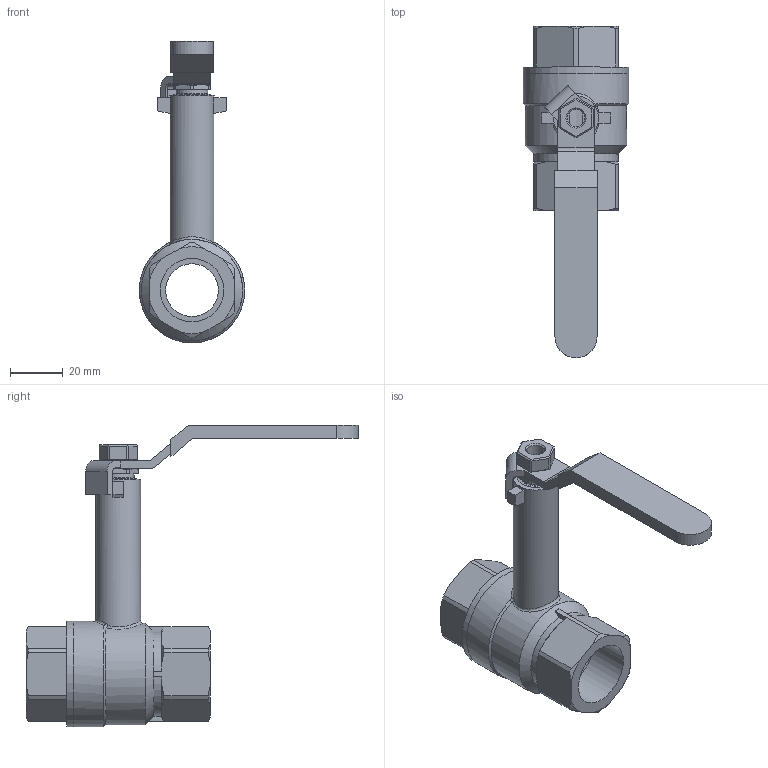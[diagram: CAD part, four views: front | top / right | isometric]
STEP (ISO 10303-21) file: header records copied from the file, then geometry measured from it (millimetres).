
FILE_DESCRIPTION(/* description */ ('Unknown'),/* implementation_level */ '2;1');
FILE_NAME(/* name */ '758-05',/* time_stamp */ '2022-08-09T08:48:07+02:00',/* author */ ('Unknown'),/* organization */ ('Unknown'),/* preprocessor_version */ 'ST-DEVELOPER v16.7',/* originating_system */ 'Solid Edge',/* authorisation */ 'Unknown');
FILE_SCHEMA (('AUTOMOTIVE_DESIGN {1 0 10303 214 3 1 1}'));
Length unit declared in the file: millimetre
Products named in the file (9): 758-05-3_4_DN20; Stahlgriff .015-.020; Stahlgriff ; Stahlgriff Ummantelung ; 758-05-3_4; Einschraubteil 758-05_3_4; Körper 758-05_3_4; Stopfbuchse 758__1_2 - 3_4; M8
Assembly tree (8 placements, depth 3):
  758-05-3_4_DN20
    Stahlgriff .015-.020
      Stahlgriff 
      Stahlgriff Ummantelung 
    758-05-3_4
      Einschraubteil 758-05_3_4
      Körper 758-05_3_4
      Stopfbuchse 758__1_2 - 3_4
    M8
Bounding box: 40 x 126.01 x 114.5 mm (x, y, z)
Volume: 47892.3 mm3; surface area: 34845.7 mm2
Topology: 6 solids, 6 shells, 228 faces, 586 edges, 383 vertices
Faces by surface type: plane 128, cylinder 58, cone 38, bspline 4
Full cylindrical faces by diameter (mm): 6.647 x1, 9 x2, 11 x1, 12 x1, 12.376 x2, 14 x1, 17 x1, 20 x2, 24.117 x4, 27 x2, 33.376 x2, 35 x1, 35.5 x1, 38.5 x1, 40 x2
Entity records: 8225 total; most frequent: CARTESIAN_POINT 1501, DIRECTION 1074, ORIENTED_EDGE 1068, EDGE_CURVE 534, AXIS2_PLACEMENT_3D 387, VERTEX_POINT 367, LINE 300, VECTOR 300
